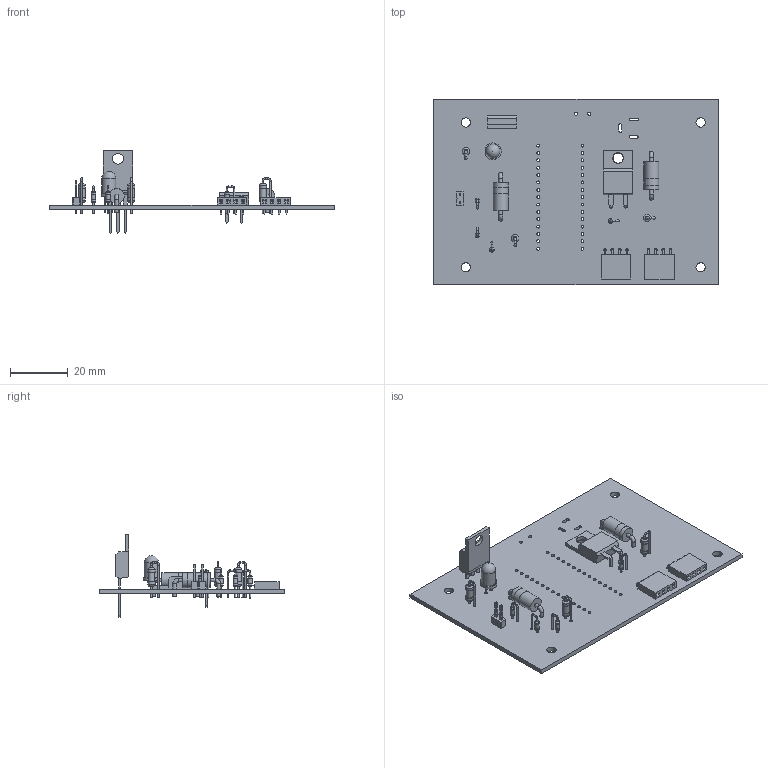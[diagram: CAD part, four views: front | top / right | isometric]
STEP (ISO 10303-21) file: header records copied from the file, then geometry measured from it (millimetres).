
FILE_DESCRIPTION(('KiCad electronic assembly'),'2;1');
FILE_NAME('ThermoSanitizer.step','2021-07-29T18:30:51',('An Author'),( 'A Company'),'Open CASCADE STEP processor 6.9', 'KiCad to STEP converter','Unknown');
FILE_SCHEMA(('AUTOMOTIVE_DESIGN { 1 0 10303 214 1 1 1 1 }'));
Length unit declared in the file: millimetre
Products named in the file (18): Open CASCADE STEP translator 6.9 1; TO-220-3_Vertical; SOLID; TO-220-2_Horizontal_TabDown; R_Axial_DIN0207_L6.3mm_D2.5mm_P2.54mm_Vertical; PinHeader_1x02_P2.54mm_Vertical; PinSocket_1x04_P2.54mm_Horizontal; D_DO-201AD_P15.24mm_Horizontal; LED_D5.0mm; R_Axial_DIN0204_L3.6mm_D1.6mm_P2.54mm_Vertical; COMPOUND
Assembly tree (24 placements, depth 3):
  Open CASCADE STEP translator 6.9 1
    TO-220-3_Vertical
      SOLID
    TO-220-2_Horizontal_TabDown
      SOLID
    R_Axial_DIN0207_L6.3mm_D2.5mm_P2.54mm_Vertical  x3
      SOLID
    PinHeader_1x02_P2.54mm_Vertical
      SOLID
    PinSocket_1x04_P2.54mm_Horizontal  x2
      SOLID
    D_DO-201AD_P15.24mm_Horizontal  x2
      SOLID
    LED_D5.0mm
      SOLID
    R_Axial_DIN0204_L3.6mm_D1.6mm_P2.54mm_Vertical  x4
      SOLID
    COMPOUND
Bounding box: 98 x 64 x 28.52 mm (x, y, z)
Volume: 12034.5 mm3; surface area: 16519.6 mm2
Topology: 16 solids, 16 shells, 714 faces, 1733 edges, 1117 vertices
Faces by surface type: plane 518, cylinder 163, torus 32, sphere 1
Full cylindrical faces by diameter (mm): 0.5 x16, 0.6 x12, 0.7 x8, 0.8 x6, 0.9 x2, 1 x40, 1.1 x7, 1.3 x8, 1.44 x4, 1.6 x12, 2.25 x3, 2.5 x6, 3.2 x4, 3.5 x1, 3.735 x2, 4.9 x1, 5.2 x4, 5.22 x2
Entity records: 33454 total; most frequent: CARTESIAN_POINT 6302, DIRECTION 4563, LINE 3076, VECTOR 3076, ORIENTED_EDGE 2364, PCURVE 2364, DEFINITIONAL_REPRESENTATION 2364, EDGE_CURVE 1182
